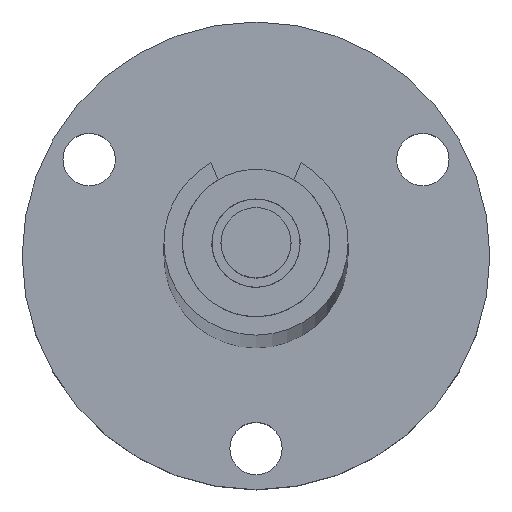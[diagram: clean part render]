
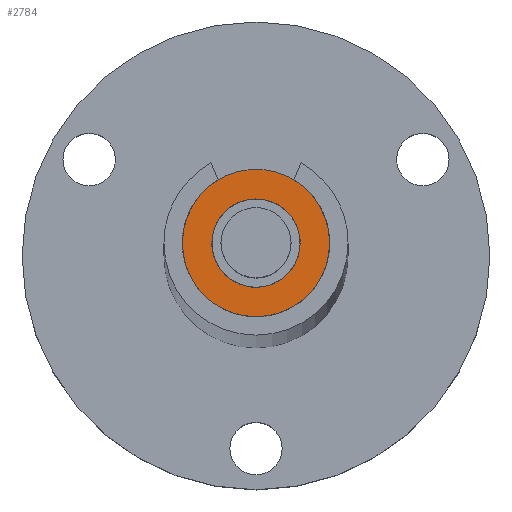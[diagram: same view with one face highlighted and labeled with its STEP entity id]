
A CAD part, top view. The second image highlights one B-rep face of the part: STEP entity #2784.
In plain terms, the highlighted face is planar.
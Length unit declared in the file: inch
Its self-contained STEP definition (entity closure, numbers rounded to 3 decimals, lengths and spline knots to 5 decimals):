
#32 = DIRECTION ( 'NONE',  ( 0., 0., 1. ) ) ;
#135 = DIRECTION ( 'NONE',  ( 1., 0., 0. ) ) ;
#234 = EDGE_LOOP ( 'NONE', ( #1007, #2915 ) ) ;
#392 = ORIENTED_EDGE ( 'NONE', *, *, #1845, .T. ) ;
#415 = CARTESIAN_POINT ( 'NONE',  ( 0.19725, 0., 0. ) ) ;
#429 = AXIS2_PLACEMENT_3D ( 'NONE', #2360, #472, #938 ) ;
#472 = DIRECTION ( 'NONE',  ( 0., 0., -1. ) ) ;
#623 = AXIS2_PLACEMENT_3D ( 'NONE', #2712, #2894, #2234 ) ;
#728 = CARTESIAN_POINT ( 'NONE',  ( 0., 0., 0. ) ) ;
#916 = CIRCLE ( 'NONE', #1166, 0.19725 ) ;
#938 = DIRECTION ( 'NONE',  ( -1., 0., 0. ) ) ;
#943 = DIRECTION ( 'NONE',  ( 1., 0., 0. ) ) ;
#950 = PLANE ( 'NONE',  #429 ) ;
#1007 = ORIENTED_EDGE ( 'NONE', *, *, #2078, .F. ) ;
#1125 = ORIENTED_EDGE ( 'NONE', *, *, #2000, .T. ) ;
#1166 = AXIS2_PLACEMENT_3D ( 'NONE', #2873, #32, #1630 ) ;
#1297 = VERTEX_POINT ( 'NONE', #2093 ) ;
#1323 = CARTESIAN_POINT ( 'NONE',  ( 0.118, 0., 0. ) ) ;
#1351 = FACE_BOUND ( 'NONE', #2731, .T. ) ;
#1517 = AXIS2_PLACEMENT_3D ( 'NONE', #1736, #2908, #135 ) ;
#1630 = DIRECTION ( 'NONE',  ( 1., 0., 0. ) ) ;
#1654 = CARTESIAN_POINT ( 'NONE',  ( -0.19725, 0., 0. ) ) ;
#1736 = CARTESIAN_POINT ( 'NONE',  ( 0., 0., 0. ) ) ;
#1845 = EDGE_CURVE ( 'NONE', #1297, #2732, #1948, .T. ) ;
#1910 = EDGE_CURVE ( 'NONE', #2122, #2282, #2551, .T. ) ;
#1948 = CIRCLE ( 'NONE', #623, 0.118 ) ;
#2000 = EDGE_CURVE ( 'NONE', #2732, #1297, #2401, .T. ) ;
#2078 = EDGE_CURVE ( 'NONE', #2282, #2122, #916, .T. ) ;
#2093 = CARTESIAN_POINT ( 'NONE',  ( -0.118, 0., 0. ) ) ;
#2122 = VERTEX_POINT ( 'NONE', #1654 ) ;
#2234 = DIRECTION ( 'NONE',  ( 1., 0., 0. ) ) ;
#2282 = VERTEX_POINT ( 'NONE', #415 ) ;
#2337 = FACE_OUTER_BOUND ( 'NONE', #234, .T. ) ;
#2360 = CARTESIAN_POINT ( 'NONE',  ( 0., 0., 0. ) ) ;
#2368 = DIRECTION ( 'NONE',  ( 0., 0., 1. ) ) ;
#2401 = CIRCLE ( 'NONE', #2798, 0.118 ) ;
#2551 = CIRCLE ( 'NONE', #1517, 0.19725 ) ;
#2712 = CARTESIAN_POINT ( 'NONE',  ( 0., 0., 0. ) ) ;
#2731 = EDGE_LOOP ( 'NONE', ( #1125, #392 ) ) ;
#2732 = VERTEX_POINT ( 'NONE', #1323 ) ;
#2784 = ADVANCED_FACE ( 'NONE', ( #1351, #2337 ), #950, .T. ) ;
#2798 = AXIS2_PLACEMENT_3D ( 'NONE', #728, #2368, #943 ) ;
#2873 = CARTESIAN_POINT ( 'NONE',  ( 0., 0., 0. ) ) ;
#2894 = DIRECTION ( 'NONE',  ( 0., 0., 1. ) ) ;
#2908 = DIRECTION ( 'NONE',  ( 0., 0., 1. ) ) ;
#2915 = ORIENTED_EDGE ( 'NONE', *, *, #1910, .F. ) ;
